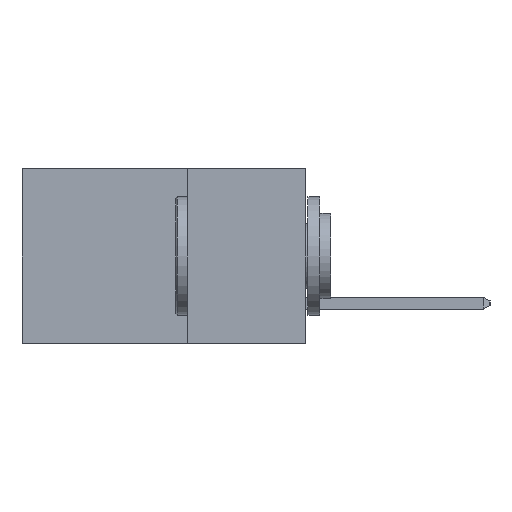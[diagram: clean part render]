
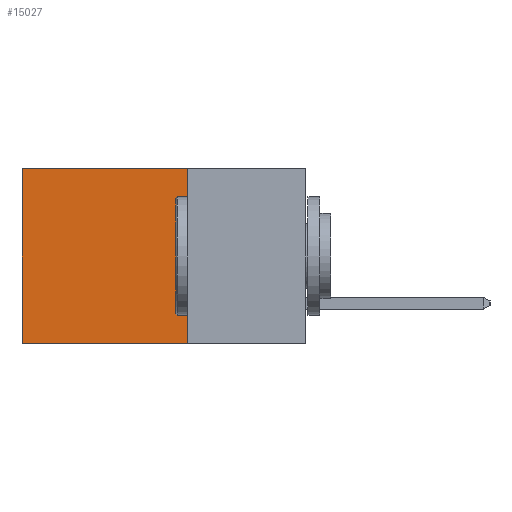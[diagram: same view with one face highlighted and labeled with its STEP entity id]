
A CAD part, left-side view. The second image highlights one B-rep face of the part: STEP entity #15027.
In plain terms, the highlighted planar face has unit normal (-1, 0, 0).
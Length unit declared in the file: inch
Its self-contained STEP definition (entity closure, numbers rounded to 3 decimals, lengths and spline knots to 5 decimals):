
#183 = VECTOR ( 'NONE', #5091, 39.37008 ) ;
#1726 = CARTESIAN_POINT ( 'NONE',  ( 0.2615, 0.25, -0.37 ) ) ;
#2259 = DIRECTION ( 'NONE',  ( 1., 0., 0. ) ) ;
#2929 = EDGE_CURVE ( 'NONE', #13634, #3342, #15910, .T. ) ;
#3342 = VERTEX_POINT ( 'NONE', #15661 ) ;
#3771 = FACE_OUTER_BOUND ( 'NONE', #5971, .T. ) ;
#4490 = LINE ( 'NONE', #18069, #183 ) ;
#5091 = DIRECTION ( 'NONE',  ( 0., 0., -1. ) ) ;
#5700 = VECTOR ( 'NONE', #5874, 39.37008 ) ;
#5874 = DIRECTION ( 'NONE',  ( 0., 1., 0. ) ) ;
#5971 = EDGE_LOOP ( 'NONE', ( #17350, #6398, #9029, #14137 ) ) ;
#6048 = LINE ( 'NONE', #18500, #14197 ) ;
#6398 = ORIENTED_EDGE ( 'NONE', *, *, #15550, .F. ) ;
#6948 = CARTESIAN_POINT ( 'NONE',  ( 0.2615, 0.6, 0. ) ) ;
#7264 = VECTOR ( 'NONE', #20261, 39.37008 ) ;
#9029 = ORIENTED_EDGE ( 'NONE', *, *, #16075, .F. ) ;
#9896 = CARTESIAN_POINT ( 'NONE',  ( 0.2615, 0.25, 0. ) ) ;
#10400 = DIRECTION ( 'NONE',  ( 0., 1., 0. ) ) ;
#10922 = VERTEX_POINT ( 'NONE', #9896 ) ;
#12049 = PLANE ( 'NONE',  #17926 ) ;
#13494 = VERTEX_POINT ( 'NONE', #1726 ) ;
#13634 = VERTEX_POINT ( 'NONE', #6948 ) ;
#13678 = DIRECTION ( 'NONE',  ( 0., 0., -1. ) ) ;
#14137 = ORIENTED_EDGE ( 'NONE', *, *, #17819, .T. ) ;
#14197 = VECTOR ( 'NONE', #10400, 39.37008 ) ;
#15027 = ADVANCED_FACE ( 'NONE', ( #3771 ), #12049, .F. ) ;
#15550 = EDGE_CURVE ( 'NONE', #13494, #3342, #6048, .T. ) ;
#15661 = CARTESIAN_POINT ( 'NONE',  ( 0.2615, 0.6, -0.37 ) ) ;
#15910 = LINE ( 'NONE', #20139, #7264 ) ;
#16075 = EDGE_CURVE ( 'NONE', #10922, #13494, #4490, .T. ) ;
#16894 = CARTESIAN_POINT ( 'NONE',  ( 0.2615, 0.25, -0.37 ) ) ;
#17295 = CARTESIAN_POINT ( 'NONE',  ( 0.2615, 0.25, 0. ) ) ;
#17350 = ORIENTED_EDGE ( 'NONE', *, *, #2929, .T. ) ;
#17819 = EDGE_CURVE ( 'NONE', #10922, #13634, #18706, .T. ) ;
#17926 = AXIS2_PLACEMENT_3D ( 'NONE', #16894, #2259, #13678 ) ;
#18069 = CARTESIAN_POINT ( 'NONE',  ( 0.2615, 0.25, -0.37 ) ) ;
#18500 = CARTESIAN_POINT ( 'NONE',  ( 0.2615, 0.25, -0.37 ) ) ;
#18706 = LINE ( 'NONE', #17295, #5700 ) ;
#20139 = CARTESIAN_POINT ( 'NONE',  ( 0.2615, 0.6, -0.37 ) ) ;
#20261 = DIRECTION ( 'NONE',  ( 0., 0., -1. ) ) ;
